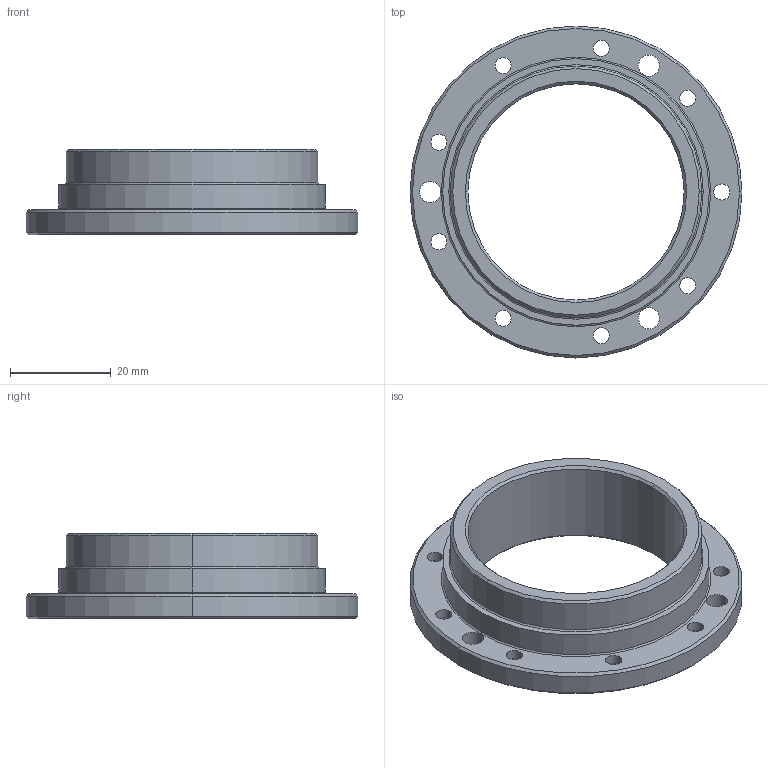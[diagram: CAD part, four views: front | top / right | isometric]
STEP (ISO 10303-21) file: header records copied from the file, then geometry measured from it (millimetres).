
FILE_DESCRIPTION (( 'STEP AP203' ), '1' );
FILE_NAME ('TA00-12-02-0012盓傅粣B.step', '2025-06-04T07:58:18', ( '' ), ( 'HP' ), 'SwSTEP 2.0', 'SolidWorks 2023', '' );
FILE_SCHEMA (( 'CONFIG_CONTROL_DESIGN' ));
Length unit declared in the file: millimetre
Products named in the file (1): TA00-12-02-0012支撑轴B
Bounding box: 66 x 66 x 17 mm (x, y, z)
Volume: 15975.3 mm3; surface area: 9565.6 mm2
Topology: 1 solids, 1 shells, 83 faces, 190 edges, 120 vertices
Faces by surface type: cylinder 50, cone 16, plane 13, torus 4
Entity records: 2517 total; most frequent: DIRECTION 482, CARTESIAN_POINT 394, ORIENTED_EDGE 380, AXIS2_PLACEMENT_3D 208, EDGE_CURVE 190, CIRCLE 124, EDGE_LOOP 120, VERTEX_POINT 120
